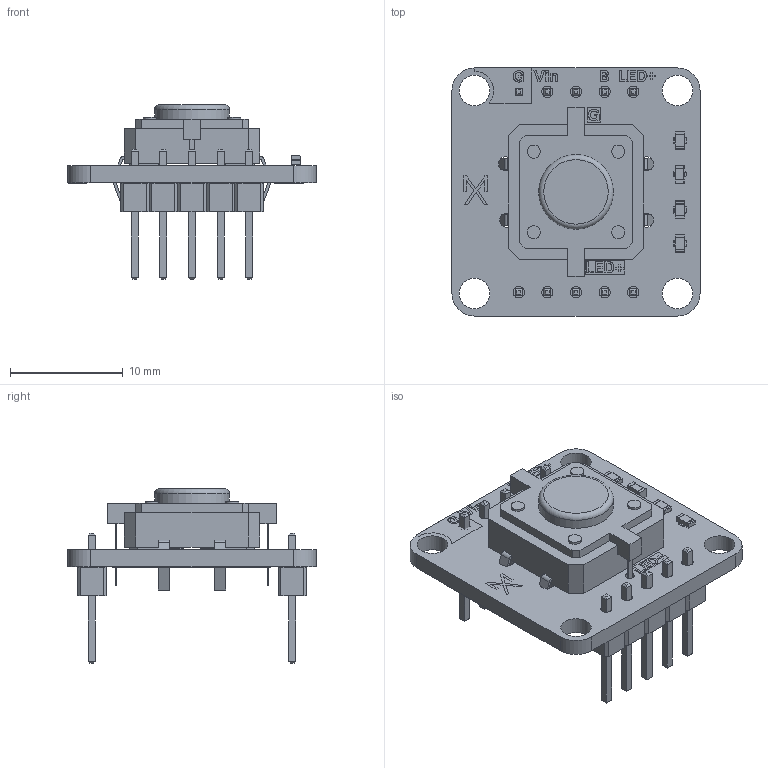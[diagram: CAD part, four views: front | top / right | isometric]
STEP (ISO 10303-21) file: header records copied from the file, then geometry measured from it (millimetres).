
FILE_DESCRIPTION(('KiCad electronic assembly'),'2;1');
FILE_NAME('AX22-0051.step','2025-12-04T21:07:17',('Pcbnew'),('Kicad'), 'Open CASCADE STEP processor 7.8','KiCad to STEP converter','Unknown' );
FILE_SCHEMA(('AUTOMOTIVE_DESIGN { 1 0 10303 214 1 1 1 1 }'));
Length unit declared in the file: millimetre
Products named in the file (7): AX22-0051 1; C_0603_1608Metric; R_0603_1608Metric; TactSwitch; PinHeader_1x05_P2.54mm_Vertical; AX22_LED-Button_silkscreen; AX22_LED-Button_PCB
Assembly tree (9 placements, depth 2):
  AX22-0051 1
    C_0603_1608Metric
    R_0603_1608Metric  x3
    TactSwitch
    PinHeader_1x05_P2.54mm_Vertical  x2
    AX22_LED-Button_silkscreen
    AX22_LED-Button_PCB
Bounding box: 22 x 22 x 15.49 mm (x, y, z)
Volume: 1448.7 mm3; surface area: 2337.3 mm2
Topology: 12 solids, 69 shells, 575 faces, 2704 edges, 2244 vertices
Faces by surface type: plane 491, cylinder 83, torus 1
Full cylindrical faces by diameter (mm): 0.8 x2, 1 x10, 1.17 x4, 1.25 x4, 1.8 x2, 2.7 x4, 6.622 x1
Entity records: 24316 total; most frequent: CARTESIAN_POINT 4653, DIRECTION 3403, ORIENTED_EDGE 3128, EDGE_CURVE 2272, VERTEX_POINT 1972, LINE 1959, VECTOR 1959, AXIS2_PLACEMENT_3D 722
